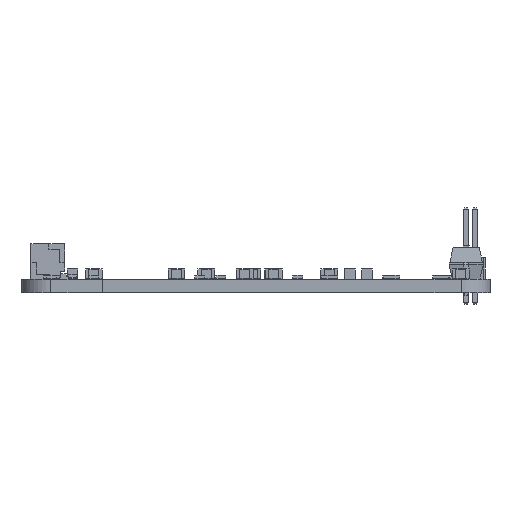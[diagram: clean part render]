
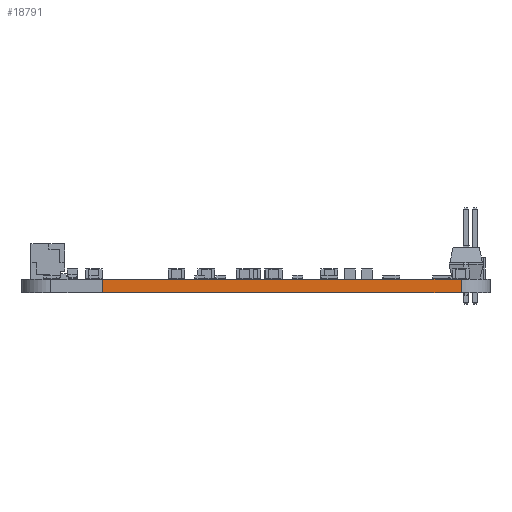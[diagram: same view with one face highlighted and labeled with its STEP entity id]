
A CAD part, front view. The second image highlights one B-rep face of the part: STEP entity #18791.
In plain terms, the highlighted planar face has unit normal (0, -1, 0).
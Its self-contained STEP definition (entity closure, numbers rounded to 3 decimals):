
#17927 = VERTEX_POINT('',#17928);
#17928 = CARTESIAN_POINT('',(168.527,-149.,0.));
#17935 = EDGE_CURVE('',#17927,#17936,#17938,.T.);
#17936 = VERTEX_POINT('',#17937);
#17937 = CARTESIAN_POINT('',(125.466,-149.,0.));
#17938 = LINE('',#17939,#17940);
#17939 = CARTESIAN_POINT('',(168.527,-149.,0.));
#17940 = VECTOR('',#17941,1.);
#17941 = DIRECTION('',(-1.,0.,0.));
#18337 = VERTEX_POINT('',#18338);
#18338 = CARTESIAN_POINT('',(168.527,-149.,1.6));
#18345 = EDGE_CURVE('',#18337,#18346,#18348,.T.);
#18346 = VERTEX_POINT('',#18347);
#18347 = CARTESIAN_POINT('',(125.466,-149.,1.6));
#18348 = LINE('',#18349,#18350);
#18349 = CARTESIAN_POINT('',(168.527,-149.,1.6));
#18350 = VECTOR('',#18351,1.);
#18351 = DIRECTION('',(-1.,0.,0.));
#18763 = EDGE_CURVE('',#17927,#18337,#18764,.T.);
#18764 = LINE('',#18765,#18766);
#18765 = CARTESIAN_POINT('',(168.527,-149.,0.));
#18766 = VECTOR('',#18767,1.);
#18767 = DIRECTION('',(0.,0.,1.));
#18791 = ADVANCED_FACE('',(#18792),#18803,.T.);
#18792 = FACE_BOUND('',#18793,.T.);
#18793 = EDGE_LOOP('',(#18794,#18795,#18796,#18802));
#18794 = ORIENTED_EDGE('',*,*,#18763,.T.);
#18795 = ORIENTED_EDGE('',*,*,#18345,.T.);
#18796 = ORIENTED_EDGE('',*,*,#18797,.F.);
#18797 = EDGE_CURVE('',#17936,#18346,#18798,.T.);
#18798 = LINE('',#18799,#18800);
#18799 = CARTESIAN_POINT('',(125.466,-149.,0.));
#18800 = VECTOR('',#18801,1.);
#18801 = DIRECTION('',(0.,0.,1.));
#18802 = ORIENTED_EDGE('',*,*,#17935,.F.);
#18803 = PLANE('',#18804);
#18804 = AXIS2_PLACEMENT_3D('',#18805,#18806,#18807);
#18805 = CARTESIAN_POINT('',(168.527,-149.,0.));
#18806 = DIRECTION('',(0.,-1.,0.));
#18807 = DIRECTION('',(-1.,0.,0.));
